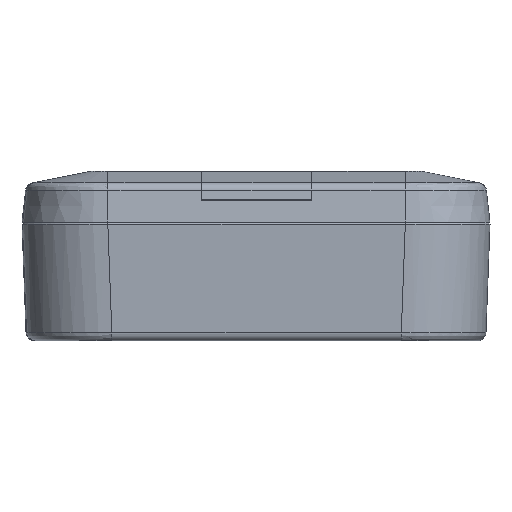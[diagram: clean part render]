
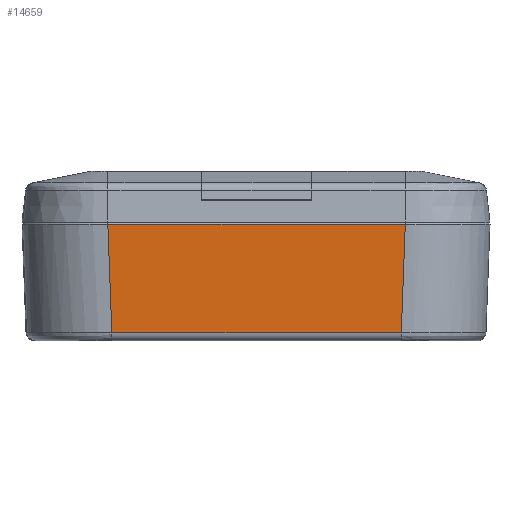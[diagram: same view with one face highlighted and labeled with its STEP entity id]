
A CAD part, front view. The second image highlights one B-rep face of the part: STEP entity #14659.
In plain terms, the highlighted face is planar.
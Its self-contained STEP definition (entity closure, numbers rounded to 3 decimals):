
#715 = LINE ( 'NONE', #17154, #6003 ) ;
#1739 = CARTESIAN_POINT ( 'NONE',  ( 34.085, 1.926, 74.071 ) ) ;
#1756 = DIRECTION ( 'NONE',  ( -1., 0., 0. ) ) ;
#3505 = EDGE_LOOP ( 'NONE', ( #8263, #6562, #22214, #9032 ) ) ;
#4308 = FACE_OUTER_BOUND ( 'NONE', #3505, .T. ) ;
#5854 = CARTESIAN_POINT ( 'NONE',  ( 35.03, 27.46, 75.017 ) ) ;
#6003 = VECTOR ( 'NONE', #13016, 1000. ) ;
#6562 = ORIENTED_EDGE ( 'NONE', *, *, #28535, .F. ) ;
#7607 = VERTEX_POINT ( 'NONE', #5854 ) ;
#7773 = VECTOR ( 'NONE', #18266, 1000. ) ;
#8263 = ORIENTED_EDGE ( 'NONE', *, *, #14677, .T. ) ;
#9032 = ORIENTED_EDGE ( 'NONE', *, *, #21488, .T. ) ;
#9579 = CARTESIAN_POINT ( 'NONE',  ( -35.03, 27.46, 75.017 ) ) ;
#9612 = VERTEX_POINT ( 'NONE', #11130 ) ;
#9729 = PLANE ( 'NONE',  #25535 ) ;
#9828 = DIRECTION ( 'NONE',  ( 0., -0.999, -0.037 ) ) ;
#11130 = CARTESIAN_POINT ( 'NONE',  ( -34.085, 1.926, 74.071 ) ) ;
#13016 = DIRECTION ( 'NONE',  ( -1., 0., 0. ) ) ;
#14659 = ADVANCED_FACE ( 'NONE', ( #4308 ), #9729, .T. ) ;
#14677 = EDGE_CURVE ( 'NONE', #27521, #9612, #24676, .T. ) ;
#16424 = DIRECTION ( 'NONE',  ( 0.037, -0.999, -0.037 ) ) ;
#16563 = LINE ( 'NONE', #20608, #7773 ) ;
#17154 = CARTESIAN_POINT ( 'NONE',  ( 54., 1.926, 74.071 ) ) ;
#17545 = VERTEX_POINT ( 'NONE', #1739 ) ;
#18266 = DIRECTION ( 'NONE',  ( 0.037, 0.999, 0.037 ) ) ;
#20608 = CARTESIAN_POINT ( 'NONE',  ( 34.085, 1.926, 74.071 ) ) ;
#20832 = CARTESIAN_POINT ( 'NONE',  ( 54., 0., 74. ) ) ;
#21488 = EDGE_CURVE ( 'NONE', #7607, #27521, #29020, .T. ) ;
#21991 = CARTESIAN_POINT ( 'NONE',  ( 54., 27.46, 75.017 ) ) ;
#22214 = ORIENTED_EDGE ( 'NONE', *, *, #28291, .T. ) ;
#23077 = VECTOR ( 'NONE', #1756, 1000. ) ;
#24676 = LINE ( 'NONE', #25642, #28890 ) ;
#25535 = AXIS2_PLACEMENT_3D ( 'NONE', #20832, #27671, #9828 ) ;
#25642 = CARTESIAN_POINT ( 'NONE',  ( -35.03, 27.46, 75.017 ) ) ;
#27521 = VERTEX_POINT ( 'NONE', #9579 ) ;
#27671 = DIRECTION ( 'NONE',  ( 0., -0.037, 0.999 ) ) ;
#28291 = EDGE_CURVE ( 'NONE', #17545, #7607, #16563, .T. ) ;
#28535 = EDGE_CURVE ( 'NONE', #17545, #9612, #715, .T. ) ;
#28890 = VECTOR ( 'NONE', #16424, 1000. ) ;
#29020 = LINE ( 'NONE', #21991, #23077 ) ;
